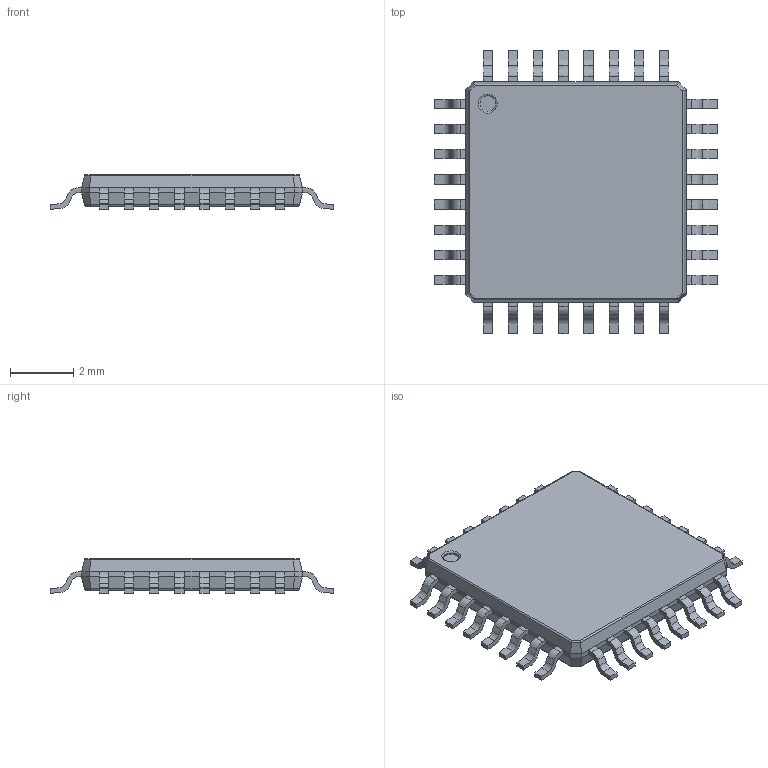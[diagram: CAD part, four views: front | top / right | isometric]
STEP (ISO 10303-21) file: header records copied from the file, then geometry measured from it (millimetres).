
FILE_DESCRIPTION(('FreeCAD Model'),'2;1');
FILE_NAME('Open CASCADE Shape Model','2024-12-22T14:48:14',(''),(''), 'Open CASCADE STEP processor 7.8','FreeCAD','Unknown');
FILE_SCHEMA(('AUTOMOTIVE_DESIGN { 1 0 10303 214 1 1 1 1 }'));
Length unit declared in the file: millimetre
Products named in the file (8): Unnamed; Body; Array (Mirror #1); Array; Body001; Array002 (Mirror #2); Array002; Array001
Assembly tree (23 placements, depth 3):
  Unnamed
    Body
    Array (Mirror #1)
    Array
      Body001  x8
    Array002 (Mirror #2)
    Array002
      Body001  x8
    Array001
      Body001
Bounding box: 9 x 9 x 1.1 mm (x, y, z)
Volume: 49.7 mm3; surface area: 160.2 mm2
Topology: 34 solids, 34 shells, 507 faces, 1287 edges, 849 vertices
Faces by surface type: plane 357, cylinder 149, torus 1
Full cylindrical faces by diameter (mm): 0.5 x1
Entity records: 8804 total; most frequent: CARTESIAN_POINT 1483, DIRECTION 1481, ORIENTED_EDGE 1422, EDGE_CURVE 711, LINE 555, VECTOR 555, VERTEX_POINT 465, AXIS2_PLACEMENT_3D 463
